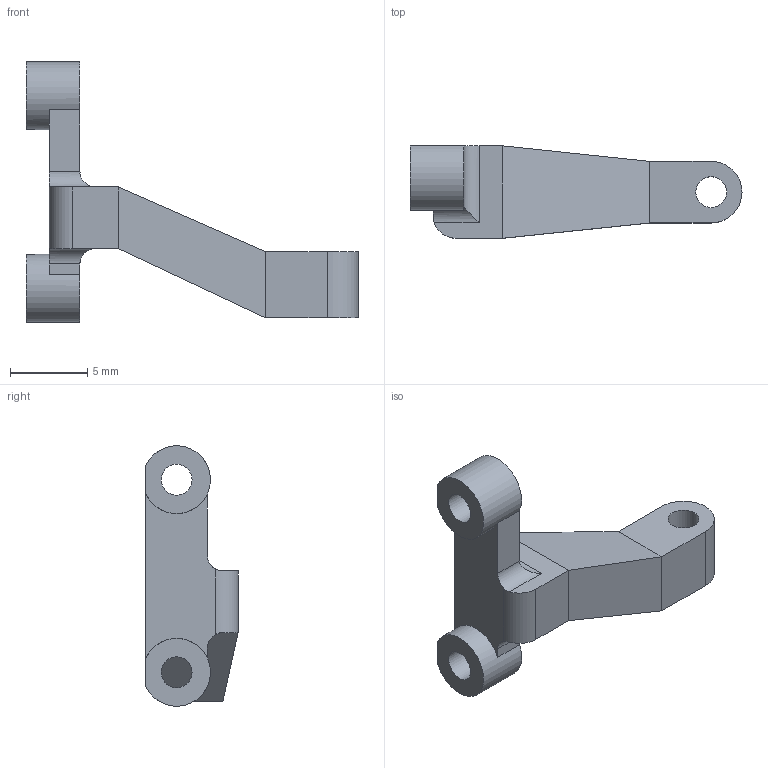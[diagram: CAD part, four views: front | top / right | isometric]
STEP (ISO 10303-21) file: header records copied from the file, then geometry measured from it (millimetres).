
FILE_DESCRIPTION((''),'2;1');
FILE_NAME('filename', '',(''),(''),'','','');
FILE_SCHEMA(('AUTOMOTIVE_DESIGN { 1 0 10303 214 1 1 1 1 }'));
Length unit declared in the file: millimetre
Products named in the file (1): Camera_Connector_R
Bounding box: 21.55 x 6 x 16.89 mm (x, y, z)
Volume: 510.1 mm3; surface area: 634.6 mm2
Topology: 1 solids, 1 shells, 30 faces, 74 edges, 46 vertices
Faces by surface type: plane 19, cylinder 11
Full cylindrical faces by diameter (mm): 2 x3
Entity records: 920 total; most frequent: CARTESIAN_POINT 162, DIRECTION 153, ORIENTED_EDGE 142, EDGE_CURVE 71, AXIS2_PLACEMENT_3D 53, VECTOR 47, LINE 47, VERTEX_POINT 46
